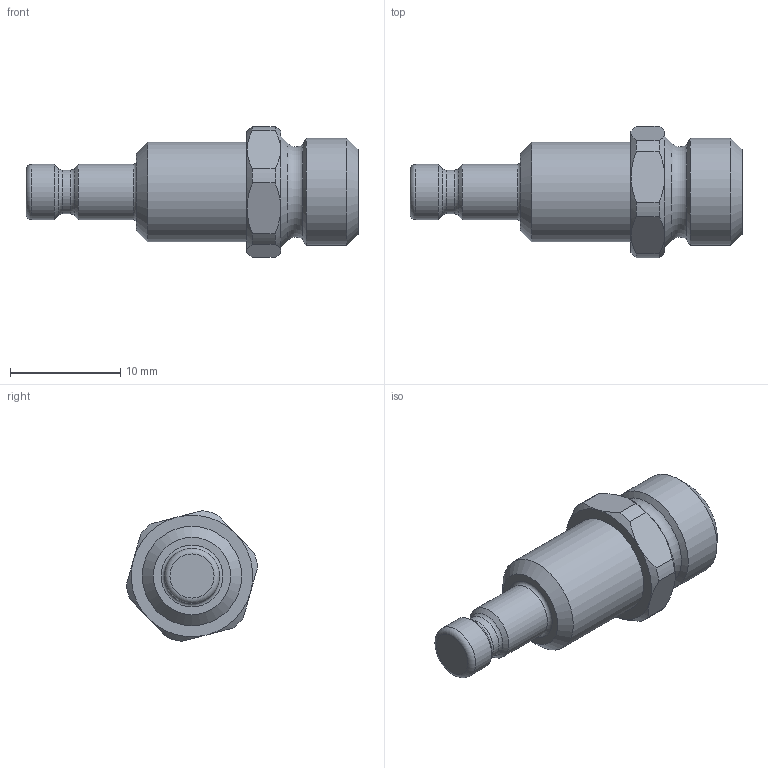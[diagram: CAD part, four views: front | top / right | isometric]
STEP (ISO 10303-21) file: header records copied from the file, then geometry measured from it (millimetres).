
FILE_DESCRIPTION((''),'2;1');
FILE_NAME('20sbaw10rvx.stp','2014-05-21T12:45:57',('IA176480'),(''),'Autodesk Inventor 2013','Autodesk Inventor 2013','');
FILE_SCHEMA(('AUTOMOTIVE_DESIGN { 1 0 10303 214 1 1 1 1 }'));
Length unit declared in the file: millimetre
Products named in the file (1): D110588
Bounding box: 30.05 x 11.89 x 11.85 mm (x, y, z)
Volume: 1586.9 mm3; surface area: 999.1 mm2
Topology: 1 solids, 2 shells, 50 faces, 107 edges, 63 vertices
Faces by surface type: cone 20, cylinder 13, plane 12, torus 5
Full cylindrical faces by diameter (mm): 3.95 x1, 5 x2, 7.634 x1, 8.1 x1, 9 x1, 9.728 x1
Entity records: 1239 total; most frequent: CARTESIAN_POINT 243, DIRECTION 210, ORIENTED_EDGE 168, AXIS2_PLACEMENT_3D 99, EDGE_CURVE 84, EDGE_LOOP 74, VERTEX_POINT 60, FACE_OUTER_BOUND 50
